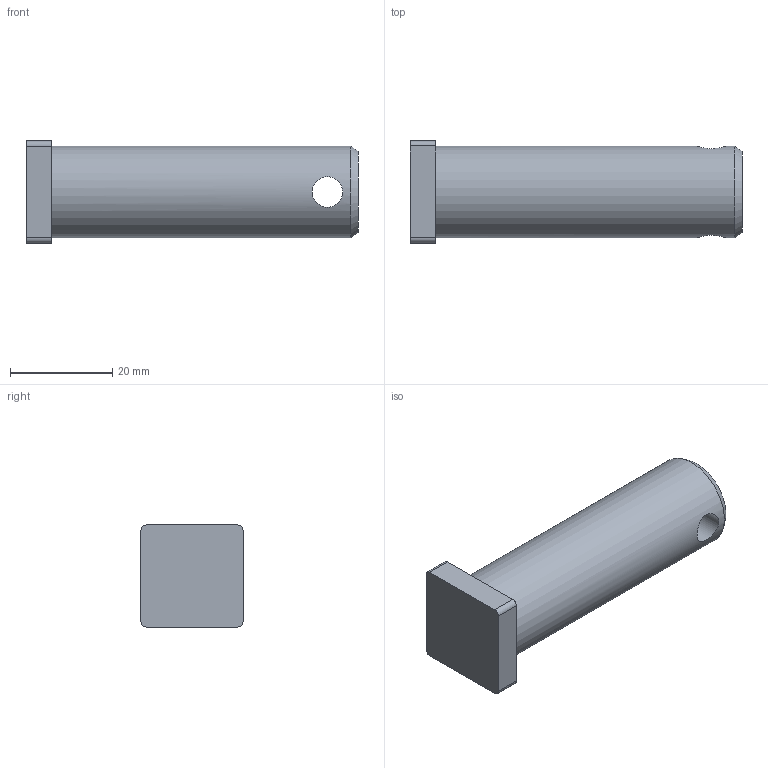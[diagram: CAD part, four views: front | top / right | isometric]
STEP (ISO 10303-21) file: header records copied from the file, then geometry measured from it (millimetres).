
FILE_DESCRIPTION(/* description */ (''),/* implementation_level */ '2;1');
FILE_NAME(/* name */ 'A04116.stp',/* time_stamp */ '2023-06-21T13:20:02+02:00',/* author */ ('msn'),/* organization */ (''),/* preprocessor_version */ 'ST-DEVELOPER v19.2',/* originating_system */ 'Autodesk Inventor 2024',/* authorisation */ '');
FILE_SCHEMA (('AUTOMOTIVE_DESIGN { 1 0 10303 214 3 1 1 }'));
Length unit declared in the file: millimetre
Products named in the file (1): A19723
Bounding box: 65 x 20 x 20 mm (x, y, z)
Volume: 16723.2 mm3; surface area: 4813.9 mm2
Topology: 1 solids, 1 shells, 14 faces, 34 edges, 23 vertices
Faces by surface type: plane 7, cylinder 6, cone 1
Full cylindrical faces by diameter (mm): 6 x1, 18 x1
Entity records: 528 total; most frequent: CARTESIAN_POINT 144, DIRECTION 71, ORIENTED_EDGE 68, EDGE_CURVE 34, AXIS2_PLACEMENT_3D 26, VERTEX_POINT 23, LINE 19, VECTOR 19
